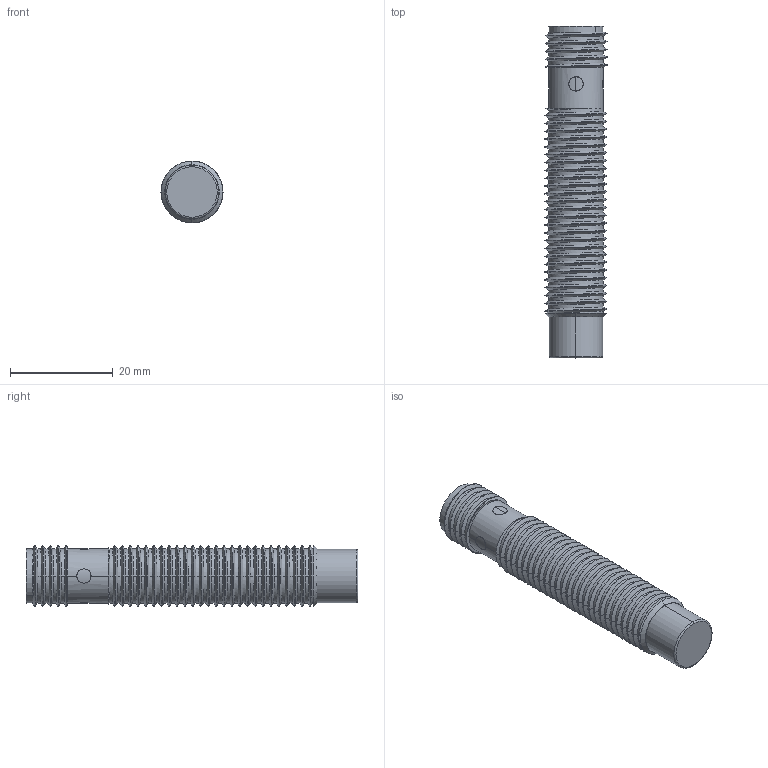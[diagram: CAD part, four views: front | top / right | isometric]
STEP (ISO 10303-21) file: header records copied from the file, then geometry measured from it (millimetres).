
FILE_DESCRIPTION(('STEP AP214'),'1');
FILE_NAME('cctmp_1103AF93-3D3D-44C6-8106-370DE6218E2D_2025_02_28_11_01_08_0019_3016..stp','2025-02-28T10:01:08',('Pepperl+Fuchs GmbH'),('CADClick - www.CADClick.com'),'Spatial InterOp 3D',' ','unknown authorization');
FILE_SCHEMA(('AUTOMOTIVE_DESIGN'));
Length unit declared in the file: millimetre
Products named in the file (4): NBN8-12GM50-A2-V1; 2025_02_28_11_01_08_0018; NBN8-12GM50-A2-V1_2; NBN8-12GM50-A2-V1_1
Assembly tree (3 placements, depth 2):
  NBN8-12GM50-A2-V1
    2025_02_28_11_01_08_0018
    NBN8-12GM50-A2-V1_2
    NBN8-12GM50-A2-V1_1
Bounding box: 12.08 x 64.5 x 12 mm (x, y, z)
Volume: 4881 mm3; surface area: 5252.6 mm2
Topology: 7 solids, 7 shells, 352 faces, 753 edges, 407 vertices
Faces by surface type: cylinder 174, cone 134, plane 28, sphere 8, torus 8
Entity records: 16705 total; most frequent: CARTESIAN_POINT 6220, DIRECTION 1546, ORIENTED_EDGE 1474, EDGE_CURVE 737, AXIS2_PLACEMENT_3D 617, STYLED_ITEM 409, PRESENTATION_STYLE_ASSIGNMENT 409, COLOUR_RGB 409
